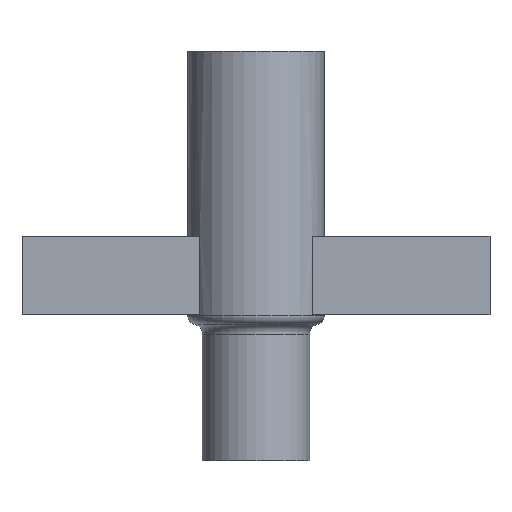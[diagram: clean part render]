
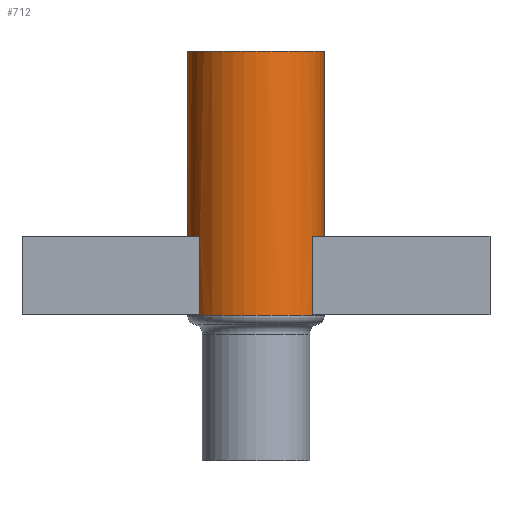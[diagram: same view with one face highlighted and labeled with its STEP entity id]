
A CAD part, front view. The second image highlights one B-rep face of the part: STEP entity #712.
In plain terms, the highlighted cylindrical face has radius 7 mm (diameter 14 mm), a full revolution.
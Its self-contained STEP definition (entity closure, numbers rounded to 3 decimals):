
#25=CYLINDRICAL_SURFACE('',#772,7.);
#47=CIRCLE('',#770,7.);
#48=CIRCLE('',#771,7.);
#49=CIRCLE('',#773,7.);
#50=CIRCLE('',#774,7.);
#51=CIRCLE('',#775,7.);
#52=CIRCLE('',#776,7.);
#53=CIRCLE('',#777,7.);
#54=CIRCLE('',#778,7.);
#55=CIRCLE('',#779,7.);
#56=CIRCLE('',#780,7.);
#57=CIRCLE('',#781,7.);
#78=FACE_OUTER_BOUND('',#119,.T.);
#119=EDGE_LOOP('',(#495,#496,#497,#498,#499,#500,#501,#502,#503,#504,#505,
#506,#507,#508,#509,#510,#511,#512,#513,#514,#515));
#175=LINE('',#1086,#242);
#176=LINE('',#1090,#243);
#177=LINE('',#1094,#244);
#178=LINE('',#1098,#245);
#179=LINE('',#1102,#246);
#180=LINE('',#1106,#247);
#181=LINE('',#1109,#248);
#182=LINE('',#1113,#249);
#242=VECTOR('',#875,7.);
#243=VECTOR('',#878,10.);
#244=VECTOR('',#881,10.);
#245=VECTOR('',#884,10.);
#246=VECTOR('',#887,10.);
#247=VECTOR('',#890,10.);
#248=VECTOR('',#893,7.);
#249=VECTOR('',#896,10.);
#308=VERTEX_POINT('',#1077);
#309=VERTEX_POINT('',#1079);
#310=VERTEX_POINT('',#1083);
#311=VERTEX_POINT('',#1085);
#312=VERTEX_POINT('',#1087);
#313=VERTEX_POINT('',#1089);
#314=VERTEX_POINT('',#1091);
#315=VERTEX_POINT('',#1093);
#316=VERTEX_POINT('',#1095);
#317=VERTEX_POINT('',#1097);
#318=VERTEX_POINT('',#1099);
#319=VERTEX_POINT('',#1101);
#320=VERTEX_POINT('',#1103);
#321=VERTEX_POINT('',#1105);
#322=VERTEX_POINT('',#1107);
#323=VERTEX_POINT('',#1110);
#324=VERTEX_POINT('',#1112);
#383=EDGE_CURVE('',#308,#309,#47,.T.);
#384=EDGE_CURVE('',#309,#308,#48,.T.);
#385=EDGE_CURVE('',#310,#310,#49,.T.);
#386=EDGE_CURVE('',#310,#311,#175,.T.);
#387=EDGE_CURVE('',#311,#312,#50,.T.);
#388=EDGE_CURVE('',#313,#312,#176,.T.);
#389=EDGE_CURVE('',#314,#313,#51,.T.);
#390=EDGE_CURVE('',#315,#314,#177,.T.);
#391=EDGE_CURVE('',#315,#316,#52,.T.);
#392=EDGE_CURVE('',#317,#316,#178,.T.);
#393=EDGE_CURVE('',#318,#317,#53,.T.);
#394=EDGE_CURVE('',#319,#318,#179,.T.);
#395=EDGE_CURVE('',#320,#319,#54,.T.);
#396=EDGE_CURVE('',#321,#320,#180,.T.);
#397=EDGE_CURVE('',#322,#321,#55,.T.);
#398=EDGE_CURVE('',#322,#309,#181,.T.);
#399=EDGE_CURVE('',#323,#322,#56,.T.);
#400=EDGE_CURVE('',#324,#323,#182,.T.);
#401=EDGE_CURVE('',#324,#311,#57,.T.);
#495=ORIENTED_EDGE('',*,*,#385,.F.);
#496=ORIENTED_EDGE('',*,*,#386,.T.);
#497=ORIENTED_EDGE('',*,*,#387,.T.);
#498=ORIENTED_EDGE('',*,*,#388,.F.);
#499=ORIENTED_EDGE('',*,*,#389,.F.);
#500=ORIENTED_EDGE('',*,*,#390,.F.);
#501=ORIENTED_EDGE('',*,*,#391,.T.);
#502=ORIENTED_EDGE('',*,*,#392,.F.);
#503=ORIENTED_EDGE('',*,*,#393,.F.);
#504=ORIENTED_EDGE('',*,*,#394,.F.);
#505=ORIENTED_EDGE('',*,*,#395,.F.);
#506=ORIENTED_EDGE('',*,*,#396,.F.);
#507=ORIENTED_EDGE('',*,*,#397,.F.);
#508=ORIENTED_EDGE('',*,*,#398,.T.);
#509=ORIENTED_EDGE('',*,*,#383,.F.);
#510=ORIENTED_EDGE('',*,*,#384,.F.);
#511=ORIENTED_EDGE('',*,*,#398,.F.);
#512=ORIENTED_EDGE('',*,*,#399,.F.);
#513=ORIENTED_EDGE('',*,*,#400,.F.);
#514=ORIENTED_EDGE('',*,*,#401,.T.);
#515=ORIENTED_EDGE('',*,*,#386,.F.);
#712=ADVANCED_FACE('',(#78),#25,.T.);
#770=AXIS2_PLACEMENT_3D('',#1080,#867,#868);
#771=AXIS2_PLACEMENT_3D('',#1081,#869,#870);
#772=AXIS2_PLACEMENT_3D('',#1082,#871,#872);
#773=AXIS2_PLACEMENT_3D('',#1084,#873,#874);
#774=AXIS2_PLACEMENT_3D('',#1088,#876,#877);
#775=AXIS2_PLACEMENT_3D('',#1092,#879,#880);
#776=AXIS2_PLACEMENT_3D('',#1096,#882,#883);
#777=AXIS2_PLACEMENT_3D('',#1100,#885,#886);
#778=AXIS2_PLACEMENT_3D('',#1104,#888,#889);
#779=AXIS2_PLACEMENT_3D('',#1108,#891,#892);
#780=AXIS2_PLACEMENT_3D('',#1111,#894,#895);
#781=AXIS2_PLACEMENT_3D('',#1114,#897,#898);
#867=DIRECTION('center_axis',(0.,0.,-1.));
#868=DIRECTION('ref_axis',(0.,1.,0.));
#869=DIRECTION('center_axis',(0.,0.,-1.));
#870=DIRECTION('ref_axis',(0.,1.,0.));
#871=DIRECTION('center_axis',(0.,0.,1.));
#872=DIRECTION('ref_axis',(-1.,0.,0.));
#873=DIRECTION('center_axis',(0.,0.,1.));
#874=DIRECTION('ref_axis',(-1.,0.,0.));
#875=DIRECTION('',(0.,0.,-1.));
#876=DIRECTION('center_axis',(0.,0.,1.));
#877=DIRECTION('ref_axis',(-1.,0.,0.));
#878=DIRECTION('',(0.,0.,-1.));
#879=DIRECTION('center_axis',(0.,0.,-1.));
#880=DIRECTION('ref_axis',(0.,1.,0.));
#881=DIRECTION('',(0.,0.,1.));
#882=DIRECTION('center_axis',(0.,0.,1.));
#883=DIRECTION('ref_axis',(-1.,0.,0.));
#884=DIRECTION('',(0.,0.,1.));
#885=DIRECTION('center_axis',(0.,0.,1.));
#886=DIRECTION('ref_axis',(-1.,0.,0.));
#887=DIRECTION('',(0.,0.,-1.));
#888=DIRECTION('center_axis',(0.,0.,1.));
#889=DIRECTION('ref_axis',(-1.,0.,0.));
#890=DIRECTION('',(0.,0.,1.));
#891=DIRECTION('center_axis',(0.,0.,1.));
#892=DIRECTION('ref_axis',(-1.,0.,0.));
#893=DIRECTION('',(0.,0.,-1.));
#894=DIRECTION('center_axis',(0.,0.,1.));
#895=DIRECTION('ref_axis',(-1.,0.,0.));
#896=DIRECTION('',(0.,0.,-1.));
#897=DIRECTION('center_axis',(0.,0.,1.));
#898=DIRECTION('ref_axis',(-1.,0.,0.));
#1077=CARTESIAN_POINT('',(-0.003,-7.,14.936));
#1079=CARTESIAN_POINT('',(7.,0.,14.936));
#1080=CARTESIAN_POINT('Origin',(0.,0.,14.936));
#1081=CARTESIAN_POINT('Origin',(0.,0.,14.936));
#1082=CARTESIAN_POINT('Origin',(0.,0.,22.));
#1083=CARTESIAN_POINT('',(7.,0.,42.));
#1084=CARTESIAN_POINT('Origin',(0.,0.,42.));
#1085=CARTESIAN_POINT('',(7.,0.,23.));
#1086=CARTESIAN_POINT('',(7.,0.,22.));
#1087=CARTESIAN_POINT('',(6.125,3.389,23.));
#1088=CARTESIAN_POINT('Origin',(0.,0.,23.));
#1089=CARTESIAN_POINT('',(6.125,3.389,38.));
#1090=CARTESIAN_POINT('',(6.125,3.389,22.));
#1091=CARTESIAN_POINT('',(-6.125,3.389,38.));
#1092=CARTESIAN_POINT('Origin',(0.,0.,38.));
#1093=CARTESIAN_POINT('',(-6.125,3.389,23.));
#1094=CARTESIAN_POINT('',(-6.125,3.389,22.));
#1095=CARTESIAN_POINT('',(-5.745,-4.,23.));
#1096=CARTESIAN_POINT('Origin',(0.,0.,23.));
#1097=CARTESIAN_POINT('',(-5.745,-4.,15.));
#1098=CARTESIAN_POINT('',(-5.745,-4.,22.));
#1099=CARTESIAN_POINT('',(-5.745,4.,15.));
#1100=CARTESIAN_POINT('Origin',(0.,0.,15.));
#1101=CARTESIAN_POINT('',(-5.745,4.,22.));
#1102=CARTESIAN_POINT('',(-5.745,4.,22.));
#1103=CARTESIAN_POINT('',(5.745,4.,22.));
#1104=CARTESIAN_POINT('Origin',(0.,0.,22.));
#1105=CARTESIAN_POINT('',(5.745,4.,15.));
#1106=CARTESIAN_POINT('',(5.745,4.,22.));
#1107=CARTESIAN_POINT('',(7.,0.,15.));
#1108=CARTESIAN_POINT('Origin',(0.,0.,15.));
#1109=CARTESIAN_POINT('',(7.,0.,22.));
#1110=CARTESIAN_POINT('',(5.745,-4.,15.));
#1111=CARTESIAN_POINT('Origin',(0.,0.,15.));
#1112=CARTESIAN_POINT('',(5.745,-4.,23.));
#1113=CARTESIAN_POINT('',(5.745,-4.,22.));
#1114=CARTESIAN_POINT('Origin',(0.,0.,23.));
